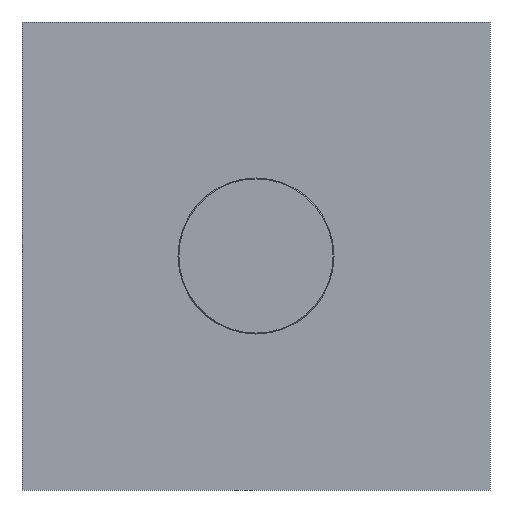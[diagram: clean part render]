
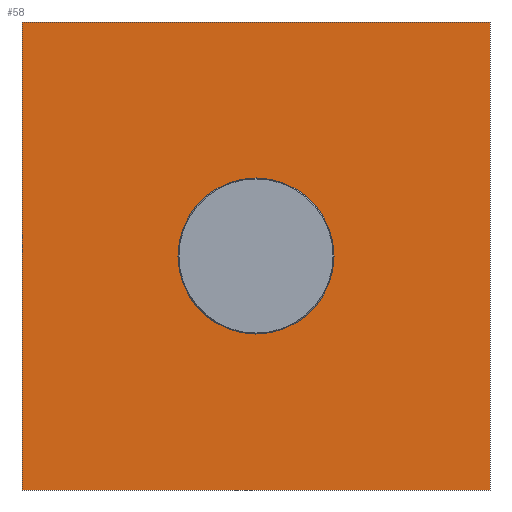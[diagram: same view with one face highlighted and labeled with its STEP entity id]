
A CAD part, front view. The second image highlights one B-rep face of the part: STEP entity #58.
In plain terms, the highlighted planar face has unit normal (0, 1, 0).
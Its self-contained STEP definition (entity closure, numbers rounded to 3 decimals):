
#7 = CARTESIAN_POINT ( 'NONE',  ( -5.432, 34.103, 15. ) ) ;
#17 = CARTESIAN_POINT ( 'NONE',  ( -5.432, 34.103, -15. ) ) ;
#20 = DIRECTION ( 'NONE',  ( 0., 0., 1. ) ) ;
#58 = ADVANCED_FACE ( 'NONE', ( #190 ), #895, .T. ) ;
#96 = LINE ( 'NONE', #7, #1209 ) ;
#155 = EDGE_CURVE ( 'NONE', #448, #1415, #96, .T. ) ;
#162 = EDGE_CURVE ( 'NONE', #738, #448, #901, .T. ) ;
#171 = ORIENTED_EDGE ( 'NONE', *, *, #1307, .T. ) ;
#190 = FACE_OUTER_BOUND ( 'NONE', #336, .T. ) ;
#309 = DIRECTION ( 'NONE',  ( 0., 1., 0. ) ) ;
#310 = ORIENTED_EDGE ( 'NONE', *, *, #155, .F. ) ;
#335 = DIRECTION ( 'NONE',  ( -1., 0., 0. ) ) ;
#336 = EDGE_LOOP ( 'NONE', ( #310, #1103, #872, #171 ) ) ;
#430 = CARTESIAN_POINT ( 'NONE',  ( -5.432, 34.103, -15. ) ) ;
#448 = VERTEX_POINT ( 'NONE', #907 ) ;
#458 = DIRECTION ( 'NONE',  ( -1., 0., 0. ) ) ;
#477 = VECTOR ( 'NONE', #458, 1000. ) ;
#574 = CARTESIAN_POINT ( 'NONE',  ( 9.568, 34.103, -15. ) ) ;
#692 = EDGE_CURVE ( 'NONE', #738, #1026, #1017, .T. ) ;
#738 = VERTEX_POINT ( 'NONE', #574 ) ;
#760 = VECTOR ( 'NONE', #1009, 1000. ) ;
#766 = DIRECTION ( 'NONE',  ( 0., 0., 1. ) ) ;
#819 = CARTESIAN_POINT ( 'NONE',  ( -20.432, 34.103, -15. ) ) ;
#872 = ORIENTED_EDGE ( 'NONE', *, *, #692, .T. ) ;
#885 = VECTOR ( 'NONE', #20, 1000. ) ;
#895 = PLANE ( 'NONE',  #1401 ) ;
#901 = LINE ( 'NONE', #1343, #760 ) ;
#907 = CARTESIAN_POINT ( 'NONE',  ( 9.568, 34.103, 15. ) ) ;
#936 = LINE ( 'NONE', #819, #885 ) ;
#1009 = DIRECTION ( 'NONE',  ( 0., 0., 1. ) ) ;
#1017 = LINE ( 'NONE', #17, #477 ) ;
#1026 = VERTEX_POINT ( 'NONE', #1330 ) ;
#1079 = CARTESIAN_POINT ( 'NONE',  ( -20.432, 34.103, 15. ) ) ;
#1103 = ORIENTED_EDGE ( 'NONE', *, *, #162, .F. ) ;
#1209 = VECTOR ( 'NONE', #335, 1000. ) ;
#1307 = EDGE_CURVE ( 'NONE', #1026, #1415, #936, .T. ) ;
#1330 = CARTESIAN_POINT ( 'NONE',  ( -20.432, 34.103, -15. ) ) ;
#1343 = CARTESIAN_POINT ( 'NONE',  ( 9.568, 34.103, -15. ) ) ;
#1401 = AXIS2_PLACEMENT_3D ( 'NONE', #430, #309, #766 ) ;
#1415 = VERTEX_POINT ( 'NONE', #1079 ) ;
